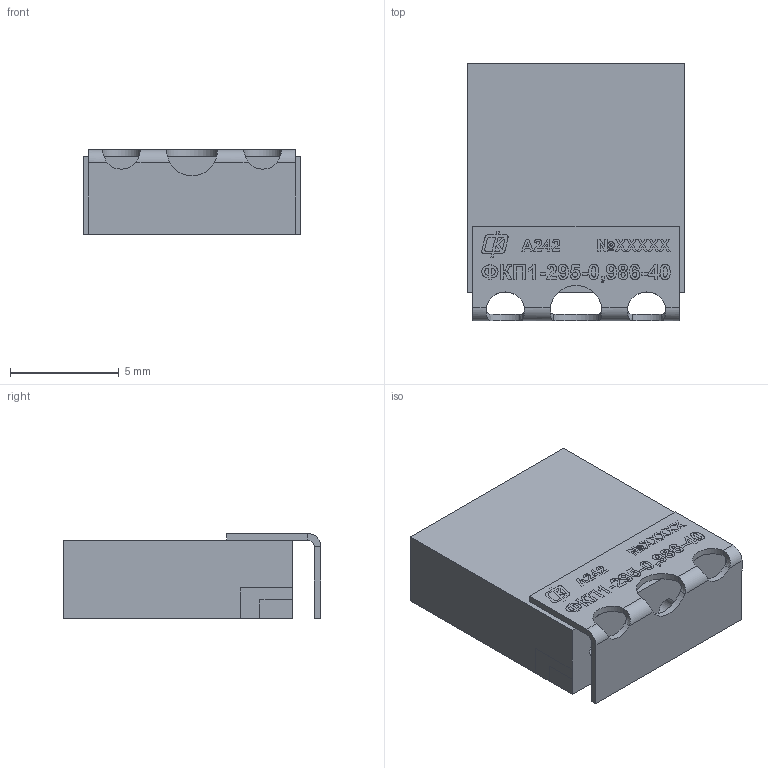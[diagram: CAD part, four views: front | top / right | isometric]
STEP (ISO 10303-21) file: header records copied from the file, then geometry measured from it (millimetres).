
FILE_DESCRIPTION(('STEP AP203'), '1');
FILE_NAME('ÍØÁÀ.434834.095_Ôèëüòð ÔÊÏ1-295-0,986-40', '', ('UNSPECIFIED'), ('UNSPECIFIED'), 'ASCON STEP Converter 1.6', 'ASCON Math Kernel', '');
FILE_SCHEMA(('CONFIG_CONTROL_DESIGN'));
Length unit declared in the file: millimetre
Products named in the file (1): НШБА.434834.095_Фильтр ФКП1-295-0,986-40
Bounding box: 10 x 11.85 x 3.9 mm (x, y, z)
Volume: 369.2 mm3; surface area: 623.8 mm2
Topology: 2 solids, 2 shells, 469 faces, 1240 edges, 816 vertices
Faces by surface type: plane 293, bspline 151, cylinder 25
Full cylindrical faces by diameter (mm): 0.95 x4
Entity records: 31902 total; most frequent: CARTESIAN_POINT 17737, ORIENTED_EDGE 2472, DIRECTION 1481, EDGE_CURVE 1236, VERTEX_POINT 816, LINE 767, VECTOR 767, EDGE_LOOP 528
